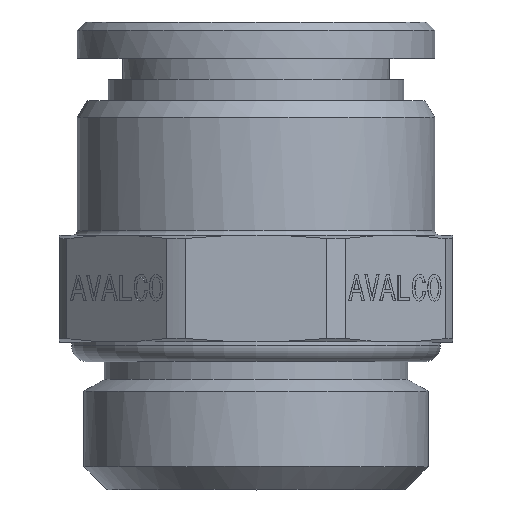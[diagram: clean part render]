
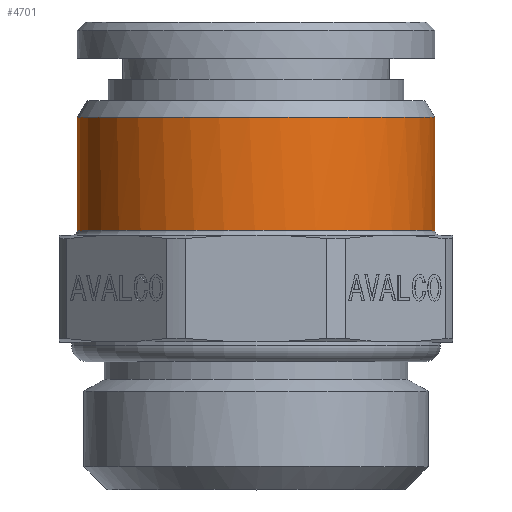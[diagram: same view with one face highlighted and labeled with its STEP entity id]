
A CAD part, top view. The second image highlights one B-rep face of the part: STEP entity #4701.
In plain terms, the highlighted cylindrical face has radius 10.9 mm (diameter 21.8 mm), a partial arc.
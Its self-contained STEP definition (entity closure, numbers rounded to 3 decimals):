
#4505=CARTESIAN_POINT('Vertex',(-10.9,15.8,0.)) ;
#4536=CARTESIAN_POINT('Vertex',(10.9,15.8,0.)) ;
#4556=CARTESIAN_POINT('Axis2P3D Location',(0.,15.8,0.)) ;
#4560=CARTESIAN_POINT('Vertex',(10.899,15.8,0.154)) ;
#4580=CARTESIAN_POINT('Axis2P3D Location',(0.,15.8,0.)) ;
#4645=CARTESIAN_POINT('Line Origine',(-10.9,15.09,0.)) ;
#4649=CARTESIAN_POINT('Vertex',(-10.9,22.7,0.)) ;
#4656=CARTESIAN_POINT('Vertex',(10.9,22.7,0.)) ;
#4659=CARTESIAN_POINT('Line Origine',(10.9,15.09,0.)) ;
#4672=CARTESIAN_POINT('Axis2P3D Location',(0.,15.09,0.)) ;
#4678=CARTESIAN_POINT('Control Point',(-10.9,22.7,0.)) ;
#4679=CARTESIAN_POINT('Control Point',(-10.9,22.7,1.712)) ;
#4680=CARTESIAN_POINT('Control Point',(-10.564,22.7,3.424)) ;
#4681=CARTESIAN_POINT('Control Point',(-9.891,22.7,5.048)) ;
#4682=CARTESIAN_POINT('Control Point',(-7.945,22.7,7.945)) ;
#4683=CARTESIAN_POINT('Control Point',(-5.048,22.7,9.891)) ;
#4684=CARTESIAN_POINT('Control Point',(-3.424,22.7,10.564)) ;
#4685=CARTESIAN_POINT('Control Point',(0.,22.7,11.236)) ;
#4686=CARTESIAN_POINT('Control Point',(3.424,22.7,10.564)) ;
#4687=CARTESIAN_POINT('Control Point',(5.048,22.7,9.891)) ;
#4688=CARTESIAN_POINT('Control Point',(7.945,22.7,7.945)) ;
#4689=CARTESIAN_POINT('Control Point',(9.891,22.7,5.048)) ;
#4690=CARTESIAN_POINT('Control Point',(10.564,22.7,3.424)) ;
#4691=CARTESIAN_POINT('Control Point',(10.9,22.7,1.712)) ;
#4692=CARTESIAN_POINT('Control Point',(10.9,22.7,0.)) ;
#4557=DIRECTION('Axis2P3D Direction',(0.,1.,0.)) ;
#4581=DIRECTION('Axis2P3D Direction',(0.,1.,0.)) ;
#4646=DIRECTION('Vector Direction',(0.,1.,0.)) ;
#4660=DIRECTION('Vector Direction',(0.,1.,0.)) ;
#4673=DIRECTION('Axis2P3D Direction',(-0.,1.,0.)) ;
#4674=DIRECTION('Axis2P3D XDirection',(-1.,0.,0.)) ;
#4558=AXIS2_PLACEMENT_3D('Circle Axis2P3D',#4556,#4557,$) ;
#4582=AXIS2_PLACEMENT_3D('Circle Axis2P3D',#4580,#4581,$) ;
#4675=AXIS2_PLACEMENT_3D('Cylinder Axis2P3D',#4672,#4673,#4674) ;
#4695=ORIENTED_EDGE('',*,*,#4663,.F.) ;
#4696=ORIENTED_EDGE('',*,*,#4693,.F.) ;
#4697=ORIENTED_EDGE('',*,*,#4651,.T.) ;
#4698=ORIENTED_EDGE('',*,*,#4584,.T.) ;
#4699=ORIENTED_EDGE('',*,*,#4562,.T.) ;
#4647=VECTOR('Line Direction',#4646,1.) ;
#4661=VECTOR('Line Direction',#4660,1.) ;
#4701=ADVANCED_FACE('PN511B-14G12',(#4700),#4676,.T.) ;
#4677=B_SPLINE_CURVE_WITH_KNOTS('',5,(#4678,#4679,#4680,#4681,#4682,#4683,#4684,#4685,#4686,#4687,#4688,#4689,#4690,#4691,#4692),.UNSPECIFIED.,.F.,.U.,(6,3,3,3,6),(-17.122,-8.561,0.,8.561,17.122),.UNSPECIFIED.) ;
#4559=CIRCLE('generated circle',#4558,10.9) ;
#4583=CIRCLE('generated circle',#4582,10.9) ;
#4676=CYLINDRICAL_SURFACE('generated cylinder',#4675,10.9) ;
#4562=EDGE_CURVE('',#4561,#4537,#4559,.T.) ;
#4584=EDGE_CURVE('',#4506,#4561,#4583,.T.) ;
#4651=EDGE_CURVE('',#4650,#4506,#4648,.F.) ;
#4663=EDGE_CURVE('',#4657,#4537,#4662,.F.) ;
#4693=EDGE_CURVE('',#4650,#4657,#4677,.T.) ;
#4694=EDGE_LOOP('',(#4695,#4696,#4697,#4698,#4699)) ;
#4700=FACE_OUTER_BOUND('',#4694,.T.) ;
#4648=LINE('Line',#4645,#4647) ;
#4662=LINE('Line',#4659,#4661) ;
#4506=VERTEX_POINT('',#4505) ;
#4537=VERTEX_POINT('',#4536) ;
#4561=VERTEX_POINT('',#4560) ;
#4650=VERTEX_POINT('',#4649) ;
#4657=VERTEX_POINT('',#4656) ;
